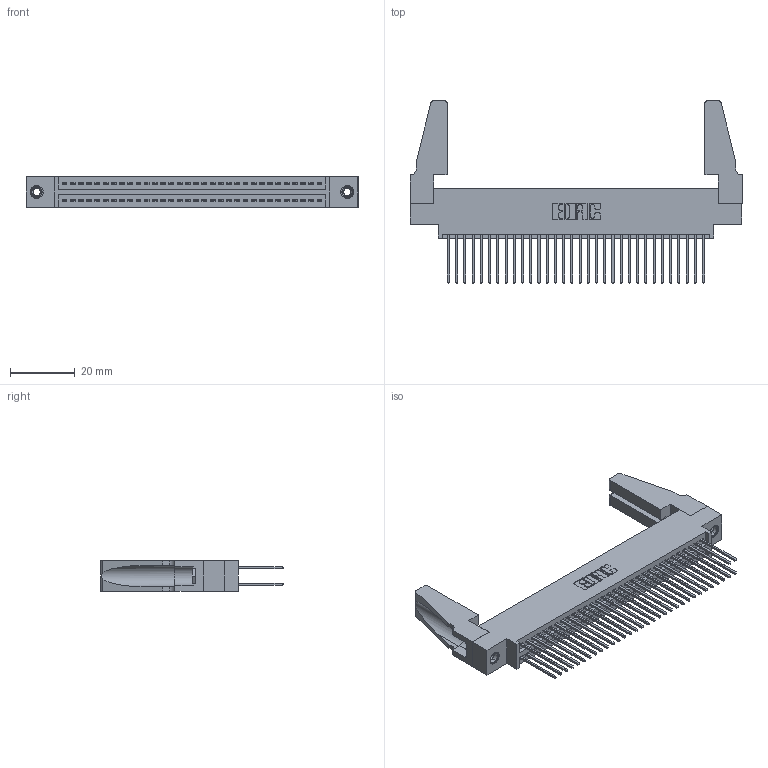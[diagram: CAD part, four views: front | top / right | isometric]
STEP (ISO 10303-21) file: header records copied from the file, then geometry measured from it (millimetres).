
FILE_DESCRIPTION (( 'STEP AP203' ), '1' );
FILE_NAME ('345-064-540-888.STEP', '2019-10-30T14:05:24', ( '' ), ( '' ), 'SwSTEP 2.0', 'SolidWorks 2016', '' );
FILE_SCHEMA (( 'CONFIG_CONTROL_DESIGN' ));
Length unit declared in the file: inch
Products named in the file (5): 345-220-078_345-220-088; 345-292-001_345-293-140; 345-250-001_345-250-001-102; 345 Part_0.170 Offset - 0.156 Dia-TH; 345-064-540-888
Assembly tree (69 placements, depth 2):
  345-064-540-888
    345 Part_0.170 Offset - 0.156 Dia-TH
    345-292-001_345-293-140  x64
    345-250-001_345-250-001-102  x2
    345-220-078_345-220-088  x2
Bounding box: 102.51 x 56.31 x 9.4 mm (x, y, z)
Volume: 13247.2 mm3; surface area: 18971.5 mm2
Topology: 69 solids, 69 shells, 3454 faces, 10203 edges, 6706 vertices
Faces by surface type: plane 2268, cylinder 1170, cone 12, torus 4
Entity records: 28752 total; most frequent: CARTESIAN_POINT 4826, ORIENTED_EDGE 4720, DIRECTION 4272, EDGE_CURVE 2360, VECTOR 2058, LINE 2058, VERTEX_POINT 1566, AXIS2_PLACEMENT_3D 1107
